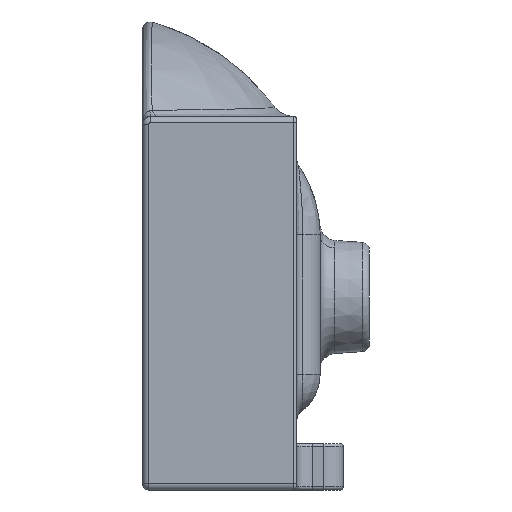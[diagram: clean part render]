
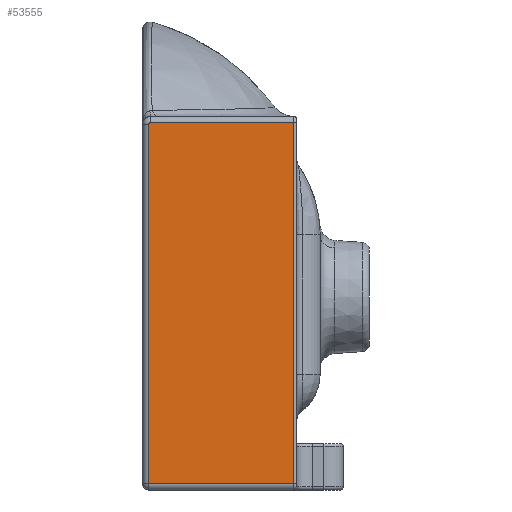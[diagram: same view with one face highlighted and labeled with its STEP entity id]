
A CAD part, left-side view. The second image highlights one B-rep face of the part: STEP entity #53555.
In plain terms, the highlighted planar face has unit normal (-1, 0, 0).
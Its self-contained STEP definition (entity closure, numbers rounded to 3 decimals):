
#53507=CARTESIAN_POINT('',(-175.0,146.0,-121.0));
#53508=VERTEX_POINT('',#53507);
#53509=CARTESIAN_POINT('',(-175.0,52.0,-121.0));
#53510=VERTEX_POINT('',#53509);
#53511=CARTESIAN_POINT('',(-175.0,50.0,-121.0));
#53512=DIRECTION('',(0.0,-1.0,0.0));
#53513=VECTOR('',#53512,1.0);
#53514=LINE('',#53511,#53513);
#53515=EDGE_CURVE('no 24892',#53508,#53510,#53514,.T.);
#53516=ORIENTED_EDGE('',*,*,#53515,.T.);
#53517=CARTESIAN_POINT('',(-175.0,52.0,112.863));
#53518=VERTEX_POINT('',#53517);
#53519=CARTESIAN_POINT('',(-175.0,52.0,-0.0));
#53520=DIRECTION('',(0.0,0.0,1.0));
#53521=VECTOR('',#53520,1.0);
#53522=LINE('',#53519,#53521);
#53523=EDGE_CURVE('no 25969',#53510,#53518,#53522,.T.);
#53524=ORIENTED_EDGE('',*,*,#53523,.T.);
#53525=CARTESIAN_POINT('',(-175.0,145.0,112.863));
#53526=VERTEX_POINT('',#53525);
#53527=CARTESIAN_POINT('',(-175.0,150.002,112.863));
#53528=DIRECTION('',(0.0,1.0,0.0));
#53529=VECTOR('',#53528,1.0);
#53530=LINE('',#53527,#53529);
#53531=EDGE_CURVE('no 25959',#53518,#53526,#53530,.T.);
#53532=ORIENTED_EDGE('',*,*,#53531,.T.);
#53533=CARTESIAN_POINT('',(-175.0,146.0,111.863));
#53534=VERTEX_POINT('',#53533);
#53535=CARTESIAN_POINT('',(-175.0,145.0,111.863));
#53536=DIRECTION('',(-1.0,-0.0,-0.0));
#53537=DIRECTION('',(-0.0,0.0,1.0));
#53538=AXIS2_PLACEMENT_3D('',#53535,#53536,#53537);
#53539=CIRCLE('',#53538,1.0);
#53540=EDGE_CURVE('no 24885',#53526,#53534,#53539,.T.);
#53541=ORIENTED_EDGE('',*,*,#53540,.T.);
#53542=CARTESIAN_POINT('',(-175.0,146.0,-0.0));
#53543=DIRECTION('',(0.0,0.0,-1.0));
#53544=VECTOR('',#53543,1.0);
#53545=LINE('',#53542,#53544);
#53546=EDGE_CURVE('no 24889',#53534,#53508,#53545,.T.);
#53547=ORIENTED_EDGE('',*,*,#53546,.T.);
#53548=EDGE_LOOP('',(#53516,#53524,#53532,#53541,#53547));
#53549=FACE_OUTER_BOUND('',#53548,.T.);
#53550=CARTESIAN_POINT('',(-175.0,150.002,-0.0));
#53551=DIRECTION('',(-1.0,-0.0,-0.0));
#53552=DIRECTION('',(-0.0,0.0,1.0));
#53553=AXIS2_PLACEMENT_3D('',#53550,#53551,#53552);
#53554=PLANE('',#53553);
#53555=ADVANCED_FACE('no 18598',(#53549),#53554,.T.);
